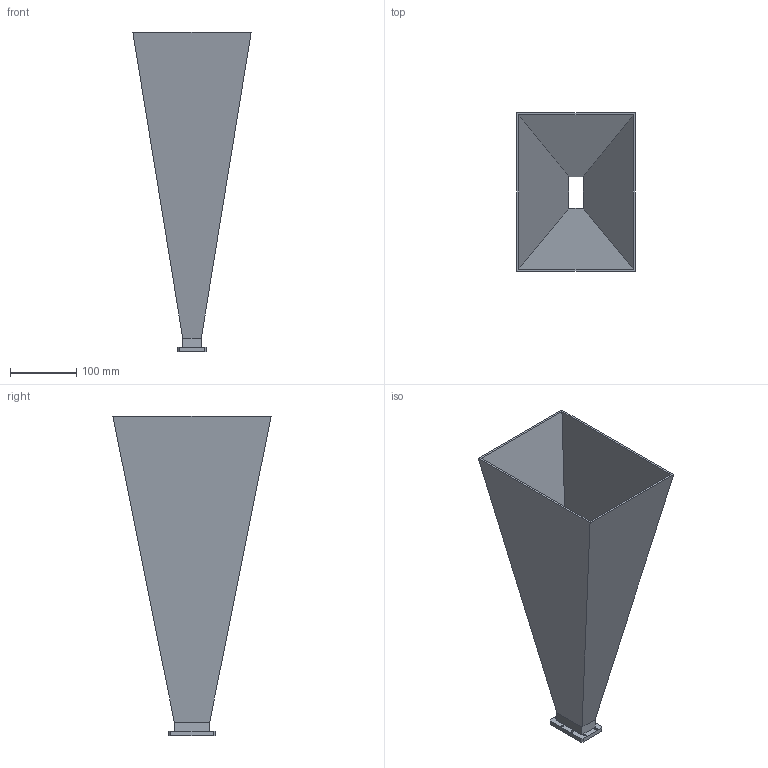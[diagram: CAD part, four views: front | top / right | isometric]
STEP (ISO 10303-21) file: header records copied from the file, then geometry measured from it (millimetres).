
FILE_DESCRIPTION (( 'STEP AP214' ), '1' );
FILE_NAME ('PEWAN187-20.step', '2021-09-15T18:27:41', ( '' ), ( '' ), 'SwSTEP 2.0', 'SolidWorks 2021', '' );
FILE_SCHEMA (( 'AUTOMOTIVE_DESIGN' ));
Length unit declared in the file: millimetre
Products named in the file (1): PEWAN187-20
Bounding box: 178.59 x 238.63 x 482 mm (x, y, z)
Volume: 815188.8 mm3; surface area: 467326.2 mm2
Topology: 1 solids, 1 shells, 44 faces, 124 edges, 84 vertices
Faces by surface type: plane 28, cylinder 16
Entity records: 1689 total; most frequent: CARTESIAN_POINT 253, ORIENTED_EDGE 248, DIRECTION 246, EDGE_CURVE 124, LINE 92, VECTOR 92, VERTEX_POINT 84, AXIS2_PLACEMENT_3D 77
